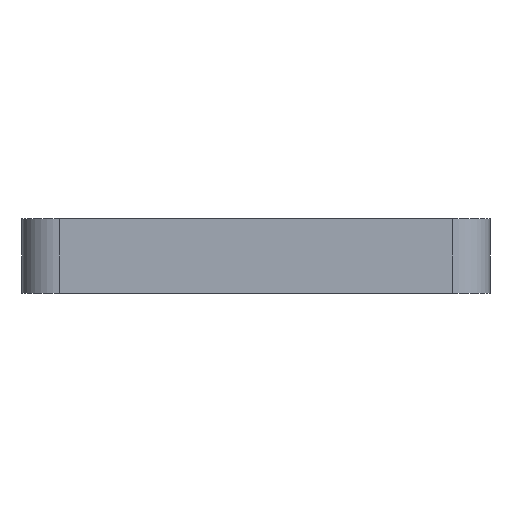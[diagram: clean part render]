
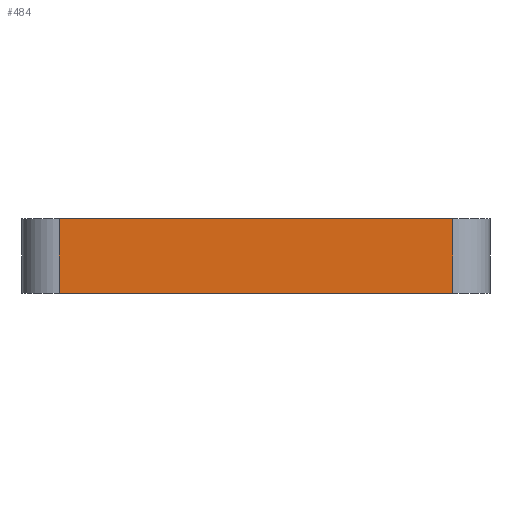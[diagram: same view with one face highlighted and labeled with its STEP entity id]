
A CAD part, front view. The second image highlights one B-rep face of the part: STEP entity #484.
In plain terms, the highlighted planar face has unit normal (0, -1, 0).
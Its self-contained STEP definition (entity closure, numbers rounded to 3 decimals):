
#4 = LINE ( 'NONE', #823, #471 ) ;
#30 = CARTESIAN_POINT ( 'NONE',  ( 21., -60., 8. ) ) ;
#47 = ORIENTED_EDGE ( 'NONE', *, *, #246, .F. ) ;
#59 = VECTOR ( 'NONE', #122, 1000. ) ;
#122 = DIRECTION ( 'NONE',  ( 0., 0., -1. ) ) ;
#125 = AXIS2_PLACEMENT_3D ( 'NONE', #914, #301, #621 ) ;
#206 = PLANE ( 'NONE',  #125 ) ;
#240 = CARTESIAN_POINT ( 'NONE',  ( 21., -60., 0. ) ) ;
#246 = EDGE_CURVE ( 'NONE', #553, #1040, #446, .T. ) ;
#301 = DIRECTION ( 'NONE',  ( 0., 1., 0. ) ) ;
#375 = ORIENTED_EDGE ( 'NONE', *, *, #481, .T. ) ;
#377 = CARTESIAN_POINT ( 'NONE',  ( 21., -60., 8. ) ) ;
#404 = FACE_OUTER_BOUND ( 'NONE', #558, .T. ) ;
#417 = DIRECTION ( 'NONE',  ( 0., 0., -1. ) ) ;
#446 = LINE ( 'NONE', #1161, #982 ) ;
#448 = CARTESIAN_POINT ( 'NONE',  ( -21., -60., 0. ) ) ;
#468 = EDGE_CURVE ( 'NONE', #553, #524, #930, .T. ) ;
#471 = VECTOR ( 'NONE', #1232, 1000. ) ;
#481 = EDGE_CURVE ( 'NONE', #524, #587, #4, .T. ) ;
#484 = ADVANCED_FACE ( 'NONE', ( #404 ), #206, .F. ) ;
#500 = CARTESIAN_POINT ( 'NONE',  ( -21., -60., 8. ) ) ;
#524 = VERTEX_POINT ( 'NONE', #448 ) ;
#553 = VERTEX_POINT ( 'NONE', #679 ) ;
#558 = EDGE_LOOP ( 'NONE', ( #375, #1042, #47, #1074 ) ) ;
#587 = VERTEX_POINT ( 'NONE', #240 ) ;
#619 = EDGE_CURVE ( 'NONE', #1040, #587, #638, .T. ) ;
#621 = DIRECTION ( 'NONE',  ( -1., 0., 0. ) ) ;
#638 = LINE ( 'NONE', #30, #59 ) ;
#679 = CARTESIAN_POINT ( 'NONE',  ( -21., -60., 8. ) ) ;
#823 = CARTESIAN_POINT ( 'NONE',  ( -21., -60., 0. ) ) ;
#914 = CARTESIAN_POINT ( 'NONE',  ( -21., -60., 8. ) ) ;
#930 = LINE ( 'NONE', #500, #1215 ) ;
#982 = VECTOR ( 'NONE', #1272, 1000. ) ;
#1040 = VERTEX_POINT ( 'NONE', #377 ) ;
#1042 = ORIENTED_EDGE ( 'NONE', *, *, #619, .F. ) ;
#1074 = ORIENTED_EDGE ( 'NONE', *, *, #468, .T. ) ;
#1161 = CARTESIAN_POINT ( 'NONE',  ( -21., -60., 8. ) ) ;
#1215 = VECTOR ( 'NONE', #417, 1000. ) ;
#1232 = DIRECTION ( 'NONE',  ( 1., 0., 0. ) ) ;
#1272 = DIRECTION ( 'NONE',  ( 1., 0., 0. ) ) ;
